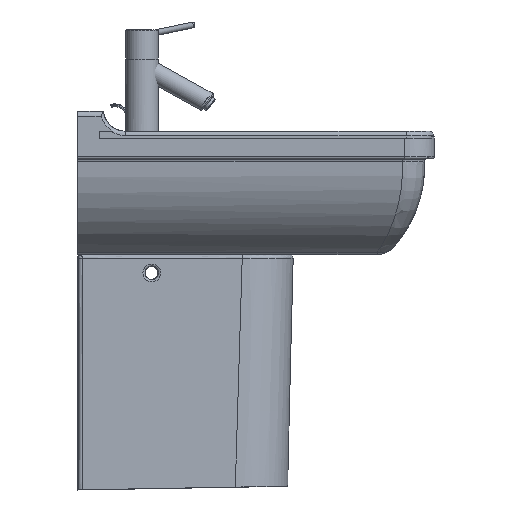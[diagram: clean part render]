
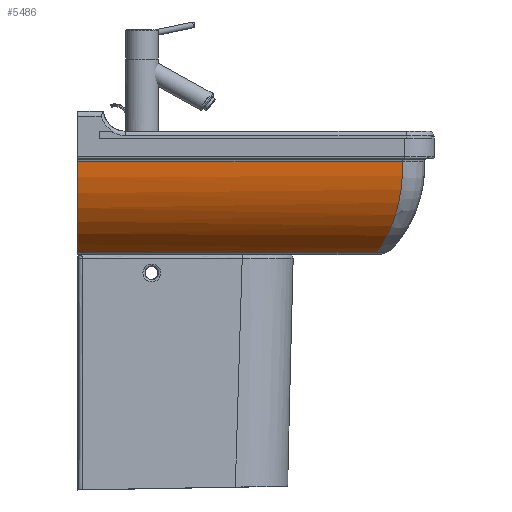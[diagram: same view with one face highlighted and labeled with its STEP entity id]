
A CAD part, left-side view. The second image highlights one B-rep face of the part: STEP entity #5486.
In plain terms, the highlighted cylindrical face has radius 141.196 mm (diameter 282.392 mm), a partial arc.
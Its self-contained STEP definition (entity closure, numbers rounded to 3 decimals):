
#814=CARTESIAN_POINT('',(46.651,24.935,23.02));
#815=VERTEX_POINT('',#814);
#823=CARTESIAN_POINT('',(-32.77,24.935,147.063));
#824=VERTEX_POINT('',#823);
#825=CARTESIAN_POINT('',(108.395,24.935,150.001));
#826=DIRECTION('',(0.0,1.,0.0));
#827=DIRECTION('',(0.39,0.0,0.921));
#828=AXIS2_PLACEMENT_3D('',#825,#826,#827);
#829=CIRCLE('',#828,141.196);
#830=EDGE_CURVE('',#815,#824,#829,.T.);
#4935=CARTESIAN_POINT('',(-32.77,-416.588,147.063));
#4936=VERTEX_POINT('',#4935);
#4953=CARTESIAN_POINT('',(-32.77,24.935,147.063));
#4954=DIRECTION('',(0.0,-1.0,0.0));
#4955=VECTOR('',#4954,441.523);
#4956=LINE('',#4953,#4955);
#4957=EDGE_CURVE('',#824,#4936,#4956,.T.);
#5410=CARTESIAN_POINT('',(46.651,-382.166,23.02));
#5411=VERTEX_POINT('',#5410);
#5412=CARTESIAN_POINT('',(-32.77,-416.588,147.063));
#5413=CARTESIAN_POINT('',(-32.75,-416.629,146.099));
#5414=CARTESIAN_POINT('',(-32.691,-416.698,144.172));
#5415=CARTESIAN_POINT('',(-32.492,-416.784,140.33));
#5416=CARTESIAN_POINT('',(-31.938,-416.802,133.598));
#5417=CARTESIAN_POINT('',(-30.548,-416.446,123.995));
#5418=CARTESIAN_POINT('',(-28.376,-415.595,114.563));
#5419=CARTESIAN_POINT('',(-26.201,-414.643,107.208));
#5420=CARTESIAN_POINT('',(-24.361,-413.801,101.804));
#5421=CARTESIAN_POINT('',(-22.329,-412.844,96.539));
#5422=CARTESIAN_POINT('',(-19.351,-411.412,89.654));
#5423=CARTESIAN_POINT('',(-13.457,-408.522,77.99));
#5424=CARTESIAN_POINT('',(-5.964,-404.807,66.729));
#5425=CARTESIAN_POINT('',(1.679,-401.108,57.454));
#5426=CARTESIAN_POINT('',(6.482,-398.82,52.19));
#5427=CARTESIAN_POINT('',(12.39,-396.065,46.337));
#5428=CARTESIAN_POINT('',(19.542,-392.837,40.094));
#5429=CARTESIAN_POINT('',(30.949,-387.956,31.565));
#5430=CARTESIAN_POINT('',(40.207,-384.381,26.154));
#5431=CARTESIAN_POINT('',(46.651,-382.166,23.02));
#5432=B_SPLINE_CURVE_WITH_KNOTS('',3,(#5412,#5413,#5414,#5415,#5416,#5417,#5418,#5419,#5420,#5421,#5422,#5423,#5424,#5425,#5426,#5427,#5428,#5429,#5430,#5431),.UNSPECIFIED.,.F.,.U.,(4,1,1,1,1,1,1,1,1,1,1,1,1,1,1,1,1,4),(-12.731,-12.504,-12.276,-11.822,-10.912,-10.003,-9.548,-9.094,-8.639,-8.184,-7.275,-5.456,-4.85,-4.244,-3.637,-2.728,-1.819,0.0),.UNSPECIFIED.);
#5433=EDGE_CURVE('',#4936,#5411,#5432,.T.);
#5470=CARTESIAN_POINT('',(108.395,24.935,150.001));
#5471=DIRECTION('',(0.0,-1.0,0.0));
#5472=DIRECTION('',(0.39,0.0,0.921));
#5473=AXIS2_PLACEMENT_3D('',#5470,#5471,#5472);
#5474=CYLINDRICAL_SURFACE('',#5473,141.196);
#5475=ORIENTED_EDGE('',*,*,#4957,.F.);
#5476=ORIENTED_EDGE('',*,*,#830,.F.);
#5477=CARTESIAN_POINT('',(46.651,-382.166,23.02));
#5478=DIRECTION('',(0.0,1.0,0.0));
#5479=VECTOR('',#5478,407.101);
#5480=LINE('',#5477,#5479);
#5481=EDGE_CURVE('',#5411,#815,#5480,.T.);
#5482=ORIENTED_EDGE('',*,*,#5481,.F.);
#5483=ORIENTED_EDGE('',*,*,#5433,.F.);
#5484=EDGE_LOOP('',(#5475,#5476,#5482,#5483));
#5485=FACE_OUTER_BOUND('',#5484,.T.);
#5486=ADVANCED_FACE('',(#5485),#5474,.T.);
